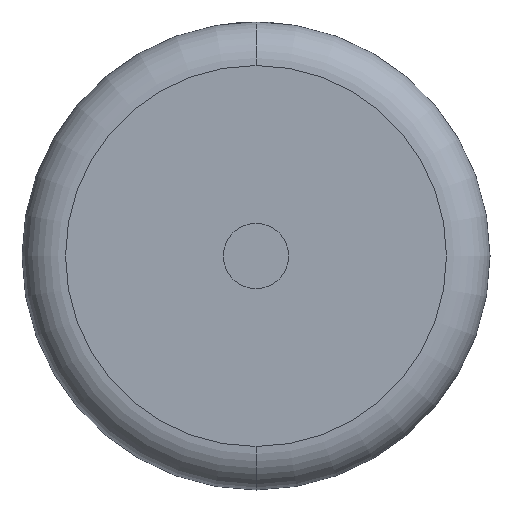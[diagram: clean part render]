
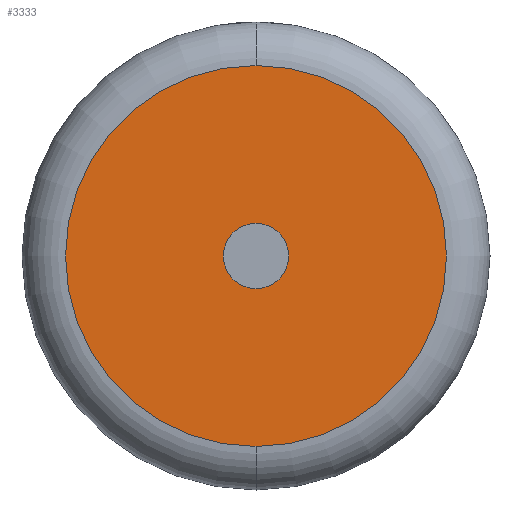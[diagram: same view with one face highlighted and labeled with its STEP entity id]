
A CAD part, front view. The second image highlights one B-rep face of the part: STEP entity #3333.
In plain terms, the highlighted planar face has unit normal (0, -1, 0).
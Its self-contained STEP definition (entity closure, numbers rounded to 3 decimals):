
#3 = AXIS2_PLACEMENT_3D ( 'NONE', #1774, #1067, #4469 ) ;
#64 = CIRCLE ( 'NONE', #3440, 6. ) ;
#119 = CARTESIAN_POINT ( 'NONE',  ( 0., 0., 0. ) ) ;
#147 = EDGE_CURVE ( 'NONE', #3415, #1306, #1869, .T. ) ;
#199 = CARTESIAN_POINT ( 'NONE',  ( 0., 0., 35.002 ) ) ;
#271 = EDGE_LOOP ( 'NONE', ( #4826, #4879 ) ) ;
#289 = DIRECTION ( 'NONE',  ( 0., 0., 1. ) ) ;
#349 = CARTESIAN_POINT ( 'NONE',  ( 0., 0., -35.002 ) ) ;
#560 = EDGE_CURVE ( 'NONE', #1895, #4170, #919, .T. ) ;
#599 = CARTESIAN_POINT ( 'NONE',  ( 0., 0., -6. ) ) ;
#900 = DIRECTION ( 'NONE',  ( 0., -1., 0. ) ) ;
#919 = CIRCLE ( 'NONE', #1424, 35.002 ) ;
#921 = DIRECTION ( 'NONE',  ( 0., -1., 0. ) ) ;
#955 = ORIENTED_EDGE ( 'NONE', *, *, #560, .T. ) ;
#1067 = DIRECTION ( 'NONE',  ( 0., -1., 0. ) ) ;
#1103 = EDGE_CURVE ( 'NONE', #4170, #1895, #4946, .T. ) ;
#1235 = FACE_BOUND ( 'NONE', #271, .T. ) ;
#1306 = VERTEX_POINT ( 'NONE', #3013 ) ;
#1375 = DIRECTION ( 'NONE',  ( 0., 0., 1. ) ) ;
#1424 = AXIS2_PLACEMENT_3D ( 'NONE', #119, #900, #1375 ) ;
#1430 = DIRECTION ( 'NONE',  ( 0., 1., 0. ) ) ;
#1619 = DIRECTION ( 'NONE',  ( 0., -1., 0. ) ) ;
#1633 = DIRECTION ( 'NONE',  ( 0., 0., 1. ) ) ;
#1774 = CARTESIAN_POINT ( 'NONE',  ( 0., 0., 0. ) ) ;
#1869 = CIRCLE ( 'NONE', #2648, 6. ) ;
#1895 = VERTEX_POINT ( 'NONE', #349 ) ;
#1942 = CARTESIAN_POINT ( 'NONE',  ( 0., 0., 0. ) ) ;
#2103 = DIRECTION ( 'NONE',  ( 0., 0., 1. ) ) ;
#2648 = AXIS2_PLACEMENT_3D ( 'NONE', #3207, #921, #2103 ) ;
#3013 = CARTESIAN_POINT ( 'NONE',  ( 0., 0., 6. ) ) ;
#3207 = CARTESIAN_POINT ( 'NONE',  ( 0., 0., 0. ) ) ;
#3244 = AXIS2_PLACEMENT_3D ( 'NONE', #4824, #1430, #289 ) ;
#3333 = ADVANCED_FACE ( 'NONE', ( #3392, #1235 ), #4860, .F. ) ;
#3392 = FACE_OUTER_BOUND ( 'NONE', #4700, .T. ) ;
#3415 = VERTEX_POINT ( 'NONE', #599 ) ;
#3440 = AXIS2_PLACEMENT_3D ( 'NONE', #1942, #1619, #1633 ) ;
#3778 = EDGE_CURVE ( 'NONE', #1306, #3415, #64, .T. ) ;
#3972 = ORIENTED_EDGE ( 'NONE', *, *, #1103, .T. ) ;
#4170 = VERTEX_POINT ( 'NONE', #199 ) ;
#4469 = DIRECTION ( 'NONE',  ( 0., 0., 1. ) ) ;
#4700 = EDGE_LOOP ( 'NONE', ( #3972, #955 ) ) ;
#4824 = CARTESIAN_POINT ( 'NONE',  ( 0., 0., 0. ) ) ;
#4826 = ORIENTED_EDGE ( 'NONE', *, *, #3778, .F. ) ;
#4860 = PLANE ( 'NONE',  #3244 ) ;
#4879 = ORIENTED_EDGE ( 'NONE', *, *, #147, .F. ) ;
#4946 = CIRCLE ( 'NONE', #3, 35.002 ) ;
